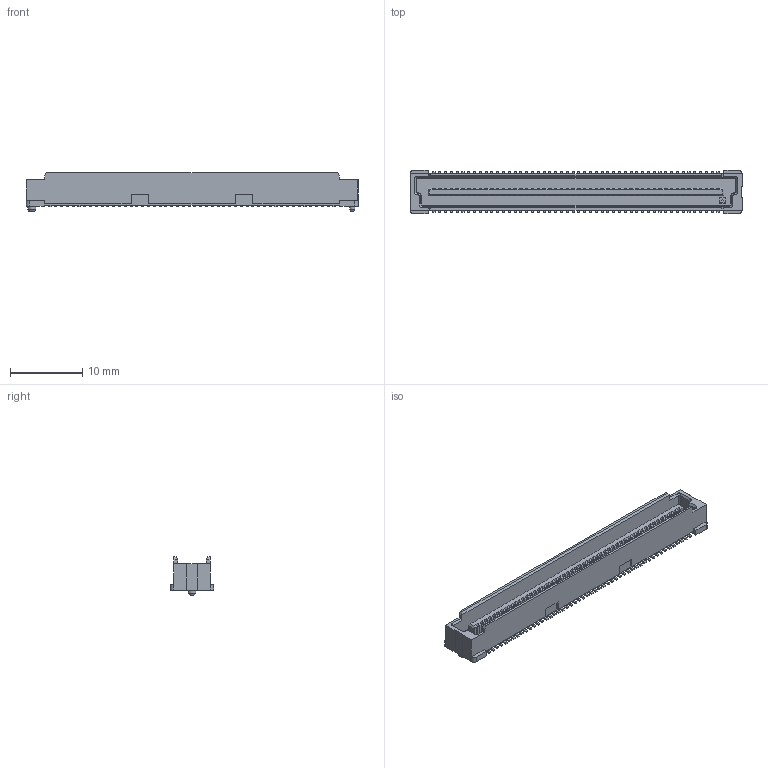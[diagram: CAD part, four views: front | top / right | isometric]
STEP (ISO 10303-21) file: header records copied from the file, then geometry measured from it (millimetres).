
FILE_DESCRIPTION(('FreeCAD Model'),'2;1');
FILE_NAME( '61083.step', '2018-05-08T17:35:34',('kicad StepUp'),('ksu MCAD'), 'Open CASCADE STEP processor 6.5','FreeCAD','Unknown');
FILE_SCHEMA(('AUTOMOTIVE_DESIGN_CC2 { 1 2 10303 214 -1 1 5 4 }'));
Length unit declared in the file: millimetre
Products named in the file (4): ASSEMBLY; Array_(Mirror_#1)001; Pad006; Array
Assembly tree (3 placements, depth 2):
  ASSEMBLY
    Array_(Mirror_#1)001
    Pad006
    Array
Bounding box: 45.8 x 6 x 5.35 mm (x, y, z)
Volume: 482.5 mm3; surface area: 2161.2 mm2
Topology: 101 solids, 101 shells, 2642 faces, 7197 edges, 4662 vertices
Faces by surface type: plane 2210, cylinder 414, cone 16, revolution 2
Full cylindrical faces by diameter (mm): 0.7 x1, 1.1 x1
Entity records: 83097 total; most frequent: CARTESIAN_POINT 14519, ORIENTED_EDGE 14394, DIRECTION 13335, EDGE_CURVE 7197, LINE 6349, VECTOR 6349, VERTEX_POINT 4662, AXIS2_PLACEMENT_3D 3492
